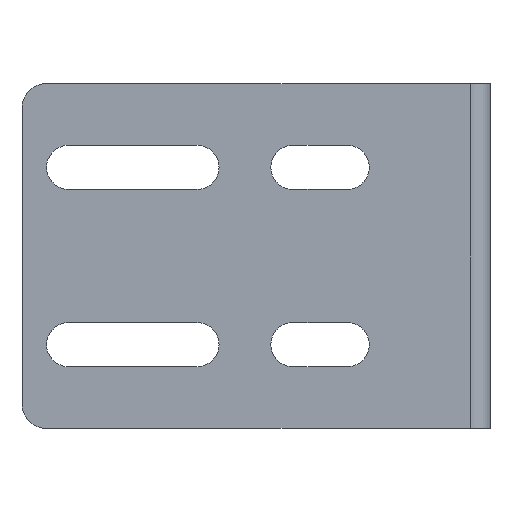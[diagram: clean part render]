
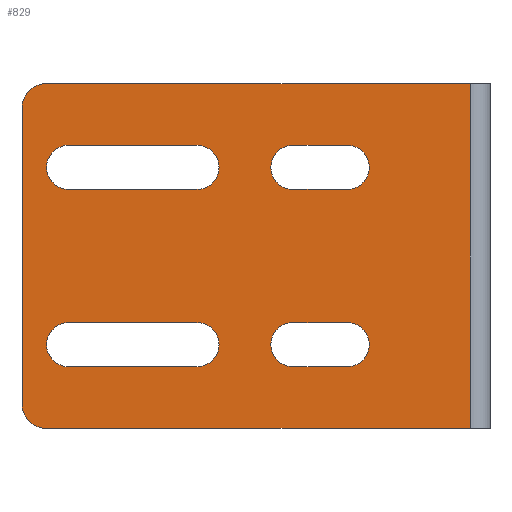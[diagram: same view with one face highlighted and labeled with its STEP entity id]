
A CAD part, front view. The second image highlights one B-rep face of the part: STEP entity #829.
In plain terms, the highlighted planar face has unit normal (0, -1, 0).
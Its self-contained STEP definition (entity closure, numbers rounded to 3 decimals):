
#18=FACE_BOUND('',#117,.T.);
#19=FACE_BOUND('',#118,.T.);
#20=FACE_BOUND('',#119,.T.);
#21=FACE_BOUND('',#120,.T.);
#70=FACE_OUTER_BOUND('',#116,.T.);
#116=EDGE_LOOP('',(#634,#635,#636,#637,#638,#639));
#117=EDGE_LOOP('',(#640,#641,#642,#643));
#118=EDGE_LOOP('',(#644,#645,#646,#647));
#119=EDGE_LOOP('',(#648,#649,#650,#651));
#120=EDGE_LOOP('',(#652,#653,#654,#655));
#145=LINE('',#1201,#221);
#150=LINE('',#1210,#226);
#161=LINE('',#1253,#237);
#168=LINE('',#1272,#244);
#170=LINE('',#1278,#246);
#174=LINE('',#1288,#250);
#176=LINE('',#1294,#252);
#180=LINE('',#1304,#256);
#182=LINE('',#1310,#258);
#186=LINE('',#1320,#262);
#188=LINE('',#1326,#264);
#189=LINE('',#1328,#265);
#221=VECTOR('',#967,10.);
#226=VECTOR('',#976,10.);
#237=VECTOR('',#1011,10.);
#244=VECTOR('',#1032,10.);
#246=VECTOR('',#1040,10.);
#250=VECTOR('',#1050,10.);
#252=VECTOR('',#1058,10.);
#256=VECTOR('',#1068,10.);
#258=VECTOR('',#1076,10.);
#262=VECTOR('',#1086,10.);
#264=VECTOR('',#1094,10.);
#265=VECTOR('',#1097,10.);
#306=CIRCLE('',#890,5.);
#307=CIRCLE('',#892,5.);
#308=CIRCLE('',#894,4.5);
#309=CIRCLE('',#897,4.5);
#310=CIRCLE('',#900,4.5);
#311=CIRCLE('',#903,4.5);
#312=CIRCLE('',#906,4.5);
#313=CIRCLE('',#909,4.5);
#314=CIRCLE('',#912,4.5);
#315=CIRCLE('',#915,4.5);
#329=VERTEX_POINT('',#1183);
#332=VERTEX_POINT('',#1191);
#337=VERTEX_POINT('',#1208);
#357=VERTEX_POINT('',#1252);
#358=VERTEX_POINT('',#1256);
#359=VERTEX_POINT('',#1260);
#360=VERTEX_POINT('',#1264);
#361=VERTEX_POINT('',#1266);
#362=VERTEX_POINT('',#1270);
#363=VERTEX_POINT('',#1274);
#364=VERTEX_POINT('',#1280);
#365=VERTEX_POINT('',#1282);
#366=VERTEX_POINT('',#1286);
#367=VERTEX_POINT('',#1290);
#368=VERTEX_POINT('',#1296);
#369=VERTEX_POINT('',#1298);
#370=VERTEX_POINT('',#1302);
#371=VERTEX_POINT('',#1306);
#372=VERTEX_POINT('',#1312);
#373=VERTEX_POINT('',#1314);
#374=VERTEX_POINT('',#1318);
#375=VERTEX_POINT('',#1322);
#409=EDGE_CURVE('',#332,#329,#145,.T.);
#414=EDGE_CURVE('',#329,#337,#150,.T.);
#435=EDGE_CURVE('',#357,#332,#161,.T.);
#437=EDGE_CURVE('',#357,#358,#306,.T.);
#440=EDGE_CURVE('',#359,#337,#307,.T.);
#442=EDGE_CURVE('',#361,#360,#308,.T.);
#445=EDGE_CURVE('',#360,#362,#168,.T.);
#447=EDGE_CURVE('',#362,#363,#309,.T.);
#448=EDGE_CURVE('',#363,#361,#170,.T.);
#450=EDGE_CURVE('',#365,#364,#310,.T.);
#453=EDGE_CURVE('',#364,#366,#174,.T.);
#455=EDGE_CURVE('',#366,#367,#311,.T.);
#456=EDGE_CURVE('',#367,#365,#176,.T.);
#458=EDGE_CURVE('',#369,#368,#312,.T.);
#461=EDGE_CURVE('',#368,#370,#180,.T.);
#463=EDGE_CURVE('',#370,#371,#313,.T.);
#464=EDGE_CURVE('',#371,#369,#182,.T.);
#466=EDGE_CURVE('',#373,#372,#314,.T.);
#469=EDGE_CURVE('',#372,#374,#186,.T.);
#471=EDGE_CURVE('',#374,#375,#315,.T.);
#472=EDGE_CURVE('',#375,#373,#188,.T.);
#473=EDGE_CURVE('',#359,#358,#189,.T.);
#634=ORIENTED_EDGE('',*,*,#409,.T.);
#635=ORIENTED_EDGE('',*,*,#414,.T.);
#636=ORIENTED_EDGE('',*,*,#440,.F.);
#637=ORIENTED_EDGE('',*,*,#473,.T.);
#638=ORIENTED_EDGE('',*,*,#437,.F.);
#639=ORIENTED_EDGE('',*,*,#435,.T.);
#640=ORIENTED_EDGE('',*,*,#442,.T.);
#641=ORIENTED_EDGE('',*,*,#445,.T.);
#642=ORIENTED_EDGE('',*,*,#447,.T.);
#643=ORIENTED_EDGE('',*,*,#448,.T.);
#644=ORIENTED_EDGE('',*,*,#450,.T.);
#645=ORIENTED_EDGE('',*,*,#453,.T.);
#646=ORIENTED_EDGE('',*,*,#455,.T.);
#647=ORIENTED_EDGE('',*,*,#456,.T.);
#648=ORIENTED_EDGE('',*,*,#458,.T.);
#649=ORIENTED_EDGE('',*,*,#461,.T.);
#650=ORIENTED_EDGE('',*,*,#463,.T.);
#651=ORIENTED_EDGE('',*,*,#464,.T.);
#652=ORIENTED_EDGE('',*,*,#466,.T.);
#653=ORIENTED_EDGE('',*,*,#469,.T.);
#654=ORIENTED_EDGE('',*,*,#471,.T.);
#655=ORIENTED_EDGE('',*,*,#472,.T.);
#750=PLANE('',#918);
#829=ADVANCED_FACE('',(#70,#18,#19,#20,#21),#750,.F.);
#890=AXIS2_PLACEMENT_3D('',#1257,#1015,#1016);
#892=AXIS2_PLACEMENT_3D('',#1262,#1021,#1022);
#894=AXIS2_PLACEMENT_3D('',#1267,#1026,#1027);
#897=AXIS2_PLACEMENT_3D('',#1276,#1036,#1037);
#900=AXIS2_PLACEMENT_3D('',#1283,#1044,#1045);
#903=AXIS2_PLACEMENT_3D('',#1292,#1054,#1055);
#906=AXIS2_PLACEMENT_3D('',#1299,#1062,#1063);
#909=AXIS2_PLACEMENT_3D('',#1308,#1072,#1073);
#912=AXIS2_PLACEMENT_3D('',#1315,#1080,#1081);
#915=AXIS2_PLACEMENT_3D('',#1324,#1090,#1091);
#918=AXIS2_PLACEMENT_3D('',#1329,#1098,#1099);
#967=DIRECTION('',(0.,0.,1.));
#976=DIRECTION('',(-1.,0.,0.));
#1011=DIRECTION('',(1.,0.,0.));
#1015=DIRECTION('center_axis',(0.,1.,0.));
#1016=DIRECTION('ref_axis',(-0.707,0.,-0.707));
#1021=DIRECTION('center_axis',(0.,1.,0.));
#1022=DIRECTION('ref_axis',(-0.707,0.,0.707));
#1026=DIRECTION('center_axis',(0.,1.,0.));
#1027=DIRECTION('ref_axis',(0.,0.,-1.));
#1032=DIRECTION('',(1.,0.,0.));
#1036=DIRECTION('center_axis',(0.,1.,0.));
#1037=DIRECTION('ref_axis',(0.,0.,1.));
#1040=DIRECTION('',(-1.,0.,0.));
#1044=DIRECTION('center_axis',(0.,1.,0.));
#1045=DIRECTION('ref_axis',(0.,0.,-1.));
#1050=DIRECTION('',(1.,0.,0.));
#1054=DIRECTION('center_axis',(0.,1.,0.));
#1055=DIRECTION('ref_axis',(0.,0.,1.));
#1058=DIRECTION('',(-1.,0.,0.));
#1062=DIRECTION('center_axis',(0.,1.,0.));
#1063=DIRECTION('ref_axis',(0.,0.,-1.));
#1068=DIRECTION('',(1.,0.,0.));
#1072=DIRECTION('center_axis',(0.,1.,0.));
#1073=DIRECTION('ref_axis',(0.,0.,1.));
#1076=DIRECTION('',(-1.,0.,0.));
#1080=DIRECTION('center_axis',(0.,1.,0.));
#1081=DIRECTION('ref_axis',(0.,0.,1.));
#1086=DIRECTION('',(-1.,0.,0.));
#1090=DIRECTION('center_axis',(0.,1.,0.));
#1091=DIRECTION('ref_axis',(0.,0.,-1.));
#1094=DIRECTION('',(1.,0.,0.));
#1097=DIRECTION('',(0.,0.,-1.));
#1098=DIRECTION('center_axis',(0.,1.,0.));
#1099=DIRECTION('ref_axis',(0.,0.,1.));
#1183=CARTESIAN_POINT('',(-39.,0.,0.));
#1191=CARTESIAN_POINT('',(-39.,0.,-70.));
#1201=CARTESIAN_POINT('',(-39.,0.,-52.5));
#1208=CARTESIAN_POINT('',(-125.,0.,0.));
#1210=CARTESIAN_POINT('',(0.,0.,0.));
#1252=CARTESIAN_POINT('',(-125.,0.,-70.));
#1253=CARTESIAN_POINT('',(-130.,0.,-70.));
#1256=CARTESIAN_POINT('',(-130.,0.,-65.));
#1257=CARTESIAN_POINT('Origin',(-125.,0.,-65.));
#1260=CARTESIAN_POINT('',(-130.,0.,-5.));
#1262=CARTESIAN_POINT('Origin',(-125.,0.,-5.));
#1264=CARTESIAN_POINT('',(-120.5,0.,-48.5));
#1266=CARTESIAN_POINT('',(-120.5,0.,-57.5));
#1267=CARTESIAN_POINT('Origin',(-120.5,0.,-53.));
#1270=CARTESIAN_POINT('',(-94.5,0.,-48.5));
#1272=CARTESIAN_POINT('',(-79.75,0.,-48.5));
#1274=CARTESIAN_POINT('',(-94.5,0.,-57.5));
#1276=CARTESIAN_POINT('Origin',(-94.5,0.,-53.));
#1278=CARTESIAN_POINT('',(-92.75,0.,-57.5));
#1280=CARTESIAN_POINT('',(-75.,0.,-12.5));
#1282=CARTESIAN_POINT('',(-75.,0.,-21.5));
#1283=CARTESIAN_POINT('Origin',(-75.,0.,-17.));
#1286=CARTESIAN_POINT('',(-64.,0.,-12.5));
#1288=CARTESIAN_POINT('',(-64.5,0.,-12.5));
#1290=CARTESIAN_POINT('',(-64.,0.,-21.5));
#1292=CARTESIAN_POINT('Origin',(-64.,0.,-17.));
#1294=CARTESIAN_POINT('',(-70.,0.,-21.5));
#1296=CARTESIAN_POINT('',(-120.5,0.,-12.5));
#1298=CARTESIAN_POINT('',(-120.5,0.,-21.5));
#1299=CARTESIAN_POINT('Origin',(-120.5,0.,-17.));
#1302=CARTESIAN_POINT('',(-94.5,0.,-12.5));
#1304=CARTESIAN_POINT('',(-79.75,0.,-12.5));
#1306=CARTESIAN_POINT('',(-94.5,0.,-21.5));
#1308=CARTESIAN_POINT('Origin',(-94.5,0.,-17.));
#1310=CARTESIAN_POINT('',(-92.75,0.,-21.5));
#1312=CARTESIAN_POINT('',(-64.,0.,-57.5));
#1314=CARTESIAN_POINT('',(-64.,0.,-48.5));
#1315=CARTESIAN_POINT('Origin',(-64.,0.,-53.));
#1318=CARTESIAN_POINT('',(-75.,0.,-57.5));
#1320=CARTESIAN_POINT('',(-70.,0.,-57.5));
#1322=CARTESIAN_POINT('',(-75.,0.,-48.5));
#1324=CARTESIAN_POINT('Origin',(-75.,0.,-53.));
#1326=CARTESIAN_POINT('',(-64.5,0.,-48.5));
#1328=CARTESIAN_POINT('',(-130.,0.,0.));
#1329=CARTESIAN_POINT('Origin',(-65.,0.,-35.));
